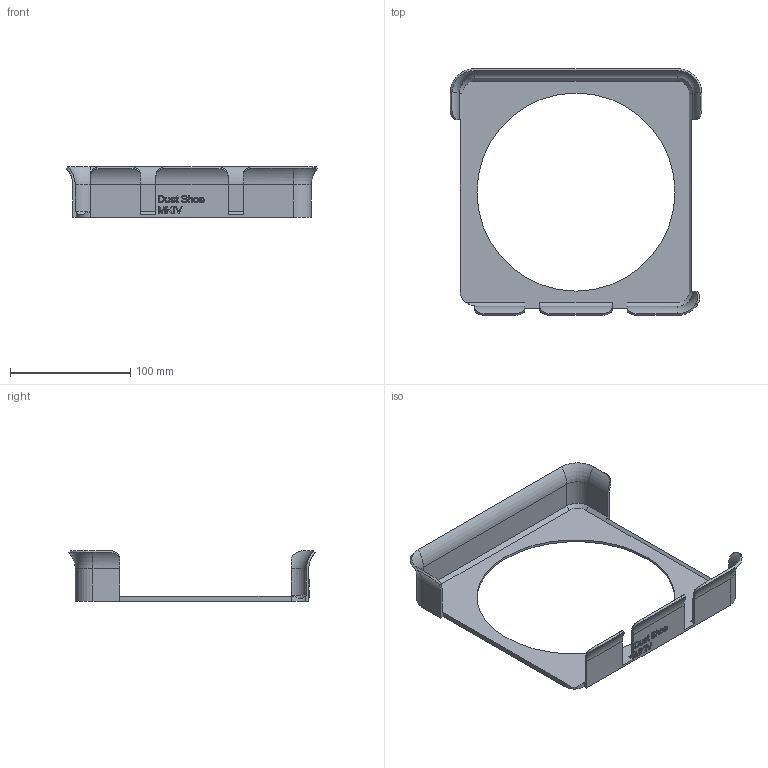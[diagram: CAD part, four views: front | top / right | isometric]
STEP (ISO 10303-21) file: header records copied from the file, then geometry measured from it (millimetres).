
FILE_DESCRIPTION(/* description */ (''),/* implementation_level */ '2;1');
FILE_NAME(/* name */ 'Dust Shoe MKIV.step',/* time_stamp */ '2024-01-19T23:43:01+01:00',/* author */ (''),/* organization */ (''),/* preprocessor_version */ 'ST-DEVELOPER v20',/* originating_system */ 'Autodesk Translation Framework v12.14.0.127',/* authorisation */ '');
FILE_SCHEMA (('AUTOMOTIVE_DESIGN { 1 0 10303 214 3 1 1 }'));
Length unit declared in the file: millimetre
Products named in the file (1): Dust Shoe MKIV
Bounding box: 209.5 x 205.5 x 42 mm (x, y, z)
Volume: 69594.4 mm3; surface area: 70527.7 mm2
Topology: 1 solids, 1 shells, 312 faces, 859 edges, 564 vertices
Faces by surface type: bspline 147, plane 126, cylinder 27, cone 6, torus 6
Full cylindrical faces by diameter (mm): 165 x1
Entity records: 11371 total; most frequent: CARTESIAN_POINT 4403, ORIENTED_EDGE 1718, DIRECTION 934, EDGE_CURVE 859, VERTEX_POINT 564, LINE 496, VECTOR 496, EDGE_LOOP 329
